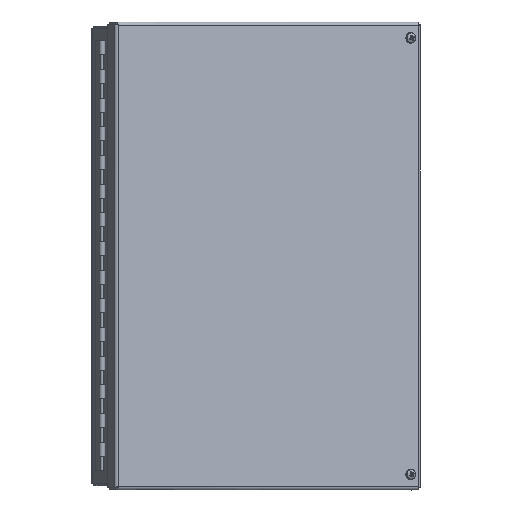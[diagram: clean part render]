
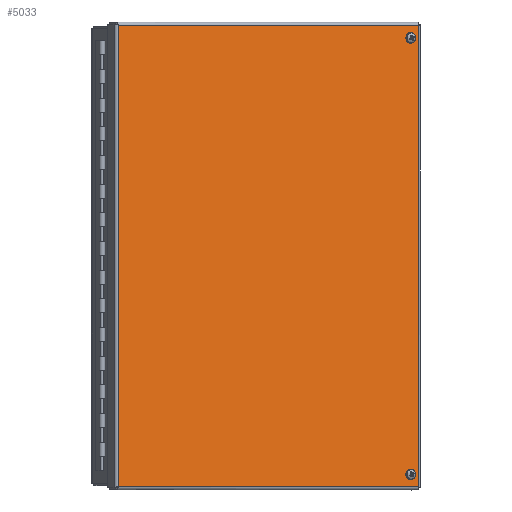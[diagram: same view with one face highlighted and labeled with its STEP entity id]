
A CAD part, top view. The second image highlights one B-rep face of the part: STEP entity #5033.
In plain terms, the highlighted face is planar.
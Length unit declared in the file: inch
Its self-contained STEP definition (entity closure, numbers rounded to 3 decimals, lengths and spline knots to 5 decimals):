
#236=PLANE($,#5375);
#456=LINE($,#7418,#914);
#472=LINE($,#7520,#930);
#487=LINE($,#7620,#945);
#502=LINE($,#7719,#960);
#914=VECTOR($,#6010,16.102);
#930=VECTOR($,#6040,12.102);
#945=VECTOR($,#6069,16.102);
#960=VECTOR($,#6098,12.102);
#1297=FACE_BOUND($,#1763,.T.);
#1298=FACE_BOUND($,#1764,.T.);
#1299=FACE_BOUND($,#1765,.T.);
#1763=EDGE_LOOP($,(#3707));
#1764=EDGE_LOOP($,(#3708));
#1765=EDGE_LOOP($,(#3709,#3710,#3711,#3712));
#2064=CIRCLE($,#5343,0.14063);
#2066=CIRCLE($,#5346,0.14063);
#2260=VERTEX_POINT($,#7398);
#2262=VERTEX_POINT($,#7403);
#2265=VERTEX_POINT($,#7409);
#2266=VERTEX_POINT($,#7417);
#2277=VERTEX_POINT($,#7512);
#2287=VERTEX_POINT($,#7612);
#2758=EDGE_CURVE($,#2260,#2260,#2064,.T.);
#2760=EDGE_CURVE($,#2262,#2262,#2066,.T.);
#2763=EDGE_CURVE($,#2266,#2265,#456,.T.);
#2783=EDGE_CURVE($,#2265,#2277,#472,.T.);
#2802=EDGE_CURVE($,#2277,#2287,#487,.T.);
#2821=EDGE_CURVE($,#2287,#2266,#502,.T.);
#3707=ORIENTED_EDGE($,*,*,#2758,.T.);
#3708=ORIENTED_EDGE($,*,*,#2760,.T.);
#3709=ORIENTED_EDGE($,*,*,#2763,.T.);
#3710=ORIENTED_EDGE($,*,*,#2783,.T.);
#3711=ORIENTED_EDGE($,*,*,#2802,.T.);
#3712=ORIENTED_EDGE($,*,*,#2821,.T.);
#5033=ADVANCED_FACE($,(#1297,#1298,#1299),#236,.T.);
#5343=AXIS2_PLACEMENT_3D($,#7399,#5999,#6000);
#5346=AXIS2_PLACEMENT_3D($,#7404,#6005,#6006);
#5375=AXIS2_PLACEMENT_3D($,#7805,#6123,#6124);
#5999=DIRECTION('center_axis',(0.,0.,-1.));
#6000=DIRECTION('ref_axis',(-1.,0.,0.));
#6005=DIRECTION('center_axis',(0.,0.,-1.));
#6006=DIRECTION('ref_axis',(-1.,0.,0.));
#6010=DIRECTION($,(0.,1.,0.));
#6040=DIRECTION($,(-1.,0.,0.));
#6069=DIRECTION($,(0.,-1.,0.));
#6098=DIRECTION($,(1.,0.,0.));
#6123=DIRECTION('center_axis',(0.,0.,1.));
#6124=DIRECTION('ref_axis',(1.,0.,0.));
#7398=CARTESIAN_POINT('',(0.57812,0.54325,0.074));
#7399=CARTESIAN_POINT('Origin',(0.4375,0.54325,0.074));
#7403=CARTESIAN_POINT('',(0.57812,15.76925,0.074));
#7404=CARTESIAN_POINT('Origin',(0.4375,15.76925,0.074));
#7409=CARTESIAN_POINT('',(12.20725,16.20725,0.074));
#7417=CARTESIAN_POINT('',(12.20725,0.10525,0.074));
#7418=CARTESIAN_POINT($,(12.20725,4.13075,0.074));
#7512=CARTESIAN_POINT('',(0.10525,16.20725,0.074));
#7520=CARTESIAN_POINT($,(9.18175,16.20725,0.074));
#7612=CARTESIAN_POINT('',(0.10525,0.10525,0.074));
#7620=CARTESIAN_POINT($,(0.10525,12.18175,0.074));
#7719=CARTESIAN_POINT($,(3.13075,0.10525,0.074));
#7805=CARTESIAN_POINT('Origin',(6.15625,8.15625,0.074));
